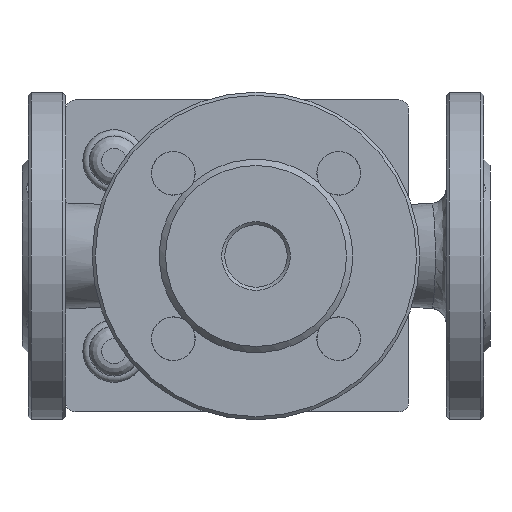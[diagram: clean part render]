
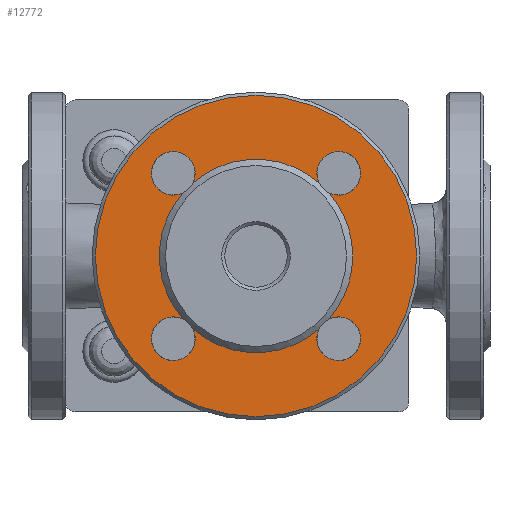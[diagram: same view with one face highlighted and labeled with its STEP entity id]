
A CAD part, front view. The second image highlights one B-rep face of the part: STEP entity #12772.
In plain terms, the highlighted planar face has unit normal (0, -1, 0).
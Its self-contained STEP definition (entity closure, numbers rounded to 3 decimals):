
#315=FACE_BOUND('',#4105,.T.);
#391=PLANE('',#13710);
#3401=FACE_OUTER_BOUND('',#4104,.T.);
#4104=EDGE_LOOP('',(#8935));
#4105=EDGE_LOOP('',(#8936,#8937,#8938,#8939,#8940,#8941,#8942,#8943,#8944,
#8945,#8946,#8947,#8948));
#4819=CIRCLE('',#13709,51.5);
#4820=CIRCLE('',#13711,31.);
#4821=CIRCLE('',#13712,7.);
#4822=CIRCLE('',#13713,7.);
#4823=CIRCLE('',#13714,31.);
#4824=CIRCLE('',#13715,7.);
#4825=CIRCLE('',#13716,7.);
#4826=CIRCLE('',#13717,31.);
#4827=CIRCLE('',#13718,7.);
#4828=CIRCLE('',#13719,7.);
#4829=CIRCLE('',#13720,31.);
#4830=CIRCLE('',#13721,31.);
#4831=CIRCLE('',#13722,7.);
#4832=CIRCLE('',#13723,7.);
#5428=VERTEX_POINT('',#20583);
#5429=VERTEX_POINT('',#20587);
#5430=VERTEX_POINT('',#20588);
#5431=VERTEX_POINT('',#20590);
#5432=VERTEX_POINT('',#20592);
#5433=VERTEX_POINT('',#20594);
#5434=VERTEX_POINT('',#20596);
#5435=VERTEX_POINT('',#20598);
#5436=VERTEX_POINT('',#20600);
#5437=VERTEX_POINT('',#20602);
#5438=VERTEX_POINT('',#20604);
#5439=VERTEX_POINT('',#20606);
#5440=VERTEX_POINT('',#20608);
#5441=VERTEX_POINT('',#20610);
#6749=EDGE_CURVE('',#5428,#5428,#4819,.T.);
#6750=EDGE_CURVE('',#5429,#5430,#4820,.T.);
#6751=EDGE_CURVE('',#5431,#5429,#4821,.T.);
#6752=EDGE_CURVE('',#5432,#5431,#4822,.T.);
#6753=EDGE_CURVE('',#5433,#5432,#4823,.T.);
#6754=EDGE_CURVE('',#5434,#5433,#4824,.T.);
#6755=EDGE_CURVE('',#5435,#5434,#4825,.T.);
#6756=EDGE_CURVE('',#5436,#5435,#4826,.T.);
#6757=EDGE_CURVE('',#5437,#5436,#4827,.T.);
#6758=EDGE_CURVE('',#5438,#5437,#4828,.T.);
#6759=EDGE_CURVE('',#5439,#5438,#4829,.T.);
#6760=EDGE_CURVE('',#5440,#5439,#4830,.T.);
#6761=EDGE_CURVE('',#5441,#5440,#4831,.T.);
#6762=EDGE_CURVE('',#5430,#5441,#4832,.T.);
#8935=ORIENTED_EDGE('',*,*,#6749,.F.);
#8936=ORIENTED_EDGE('',*,*,#6750,.F.);
#8937=ORIENTED_EDGE('',*,*,#6751,.F.);
#8938=ORIENTED_EDGE('',*,*,#6752,.F.);
#8939=ORIENTED_EDGE('',*,*,#6753,.F.);
#8940=ORIENTED_EDGE('',*,*,#6754,.F.);
#8941=ORIENTED_EDGE('',*,*,#6755,.F.);
#8942=ORIENTED_EDGE('',*,*,#6756,.F.);
#8943=ORIENTED_EDGE('',*,*,#6757,.F.);
#8944=ORIENTED_EDGE('',*,*,#6758,.F.);
#8945=ORIENTED_EDGE('',*,*,#6759,.F.);
#8946=ORIENTED_EDGE('',*,*,#6760,.F.);
#8947=ORIENTED_EDGE('',*,*,#6761,.F.);
#8948=ORIENTED_EDGE('',*,*,#6762,.F.);
#12772=ADVANCED_FACE('',(#3401,#315),#391,.F.);
#13709=AXIS2_PLACEMENT_3D('',#20585,#15222,#15223);
#13710=AXIS2_PLACEMENT_3D('',#20586,#15224,#15225);
#13711=AXIS2_PLACEMENT_3D('',#20589,#15226,#15227);
#13712=AXIS2_PLACEMENT_3D('',#20591,#15228,#15229);
#13713=AXIS2_PLACEMENT_3D('',#20593,#15230,#15231);
#13714=AXIS2_PLACEMENT_3D('',#20595,#15232,#15233);
#13715=AXIS2_PLACEMENT_3D('',#20597,#15234,#15235);
#13716=AXIS2_PLACEMENT_3D('',#20599,#15236,#15237);
#13717=AXIS2_PLACEMENT_3D('',#20601,#15238,#15239);
#13718=AXIS2_PLACEMENT_3D('',#20603,#15240,#15241);
#13719=AXIS2_PLACEMENT_3D('',#20605,#15242,#15243);
#13720=AXIS2_PLACEMENT_3D('',#20607,#15244,#15245);
#13721=AXIS2_PLACEMENT_3D('',#20609,#15246,#15247);
#13722=AXIS2_PLACEMENT_3D('',#20611,#15248,#15249);
#13723=AXIS2_PLACEMENT_3D('',#20612,#15250,#15251);
#15222=DIRECTION('center_axis',(0.,1.,0.));
#15223=DIRECTION('ref_axis',(0.,0.,-1.));
#15224=DIRECTION('center_axis',(0.,1.,0.));
#15225=DIRECTION('ref_axis',(0.,0.,1.));
#15226=DIRECTION('center_axis',(0.,-1.,0.));
#15227=DIRECTION('ref_axis',(-1.,0.,0.));
#15228=DIRECTION('center_axis',(0.,-1.,0.));
#15229=DIRECTION('ref_axis',(0.,0.,-1.));
#15230=DIRECTION('center_axis',(0.,-1.,0.));
#15231=DIRECTION('ref_axis',(0.,0.,-1.));
#15232=DIRECTION('center_axis',(0.,-1.,0.));
#15233=DIRECTION('ref_axis',(-1.,0.,0.));
#15234=DIRECTION('center_axis',(0.,-1.,0.));
#15235=DIRECTION('ref_axis',(0.,0.,-1.));
#15236=DIRECTION('center_axis',(0.,-1.,0.));
#15237=DIRECTION('ref_axis',(0.,0.,-1.));
#15238=DIRECTION('center_axis',(0.,-1.,0.));
#15239=DIRECTION('ref_axis',(-1.,0.,0.));
#15240=DIRECTION('center_axis',(0.,-1.,0.));
#15241=DIRECTION('ref_axis',(0.,0.,-1.));
#15242=DIRECTION('center_axis',(0.,-1.,0.));
#15243=DIRECTION('ref_axis',(0.,0.,-1.));
#15244=DIRECTION('center_axis',(0.,-1.,0.));
#15245=DIRECTION('ref_axis',(-1.,0.,0.));
#15246=DIRECTION('center_axis',(0.,-1.,0.));
#15247=DIRECTION('ref_axis',(-1.,0.,0.));
#15248=DIRECTION('center_axis',(0.,-1.,0.));
#15249=DIRECTION('ref_axis',(0.,0.,-1.));
#15250=DIRECTION('center_axis',(0.,-1.,0.));
#15251=DIRECTION('ref_axis',(0.,0.,-1.));
#20583=CARTESIAN_POINT('',(0.,-68.,51.5));
#20585=CARTESIAN_POINT('Origin',(0.,-68.,0.));
#20586=CARTESIAN_POINT('Origin',(0.,-68.,0.));
#20587=CARTESIAN_POINT('',(-20.188,-68.,-23.526));
#20588=CARTESIAN_POINT('',(20.188,-68.,-23.526));
#20589=CARTESIAN_POINT('Origin',(0.,-68.,0.));
#20590=CARTESIAN_POINT('',(-26.517,-68.,-19.517));
#20591=CARTESIAN_POINT('Origin',(-26.517,-68.,-26.517));
#20592=CARTESIAN_POINT('',(-23.526,-68.,-20.188));
#20593=CARTESIAN_POINT('Origin',(-26.517,-68.,-26.517));
#20594=CARTESIAN_POINT('',(-23.526,-68.,20.188));
#20595=CARTESIAN_POINT('Origin',(0.,-68.,0.));
#20596=CARTESIAN_POINT('',(-26.517,-68.,33.517));
#20597=CARTESIAN_POINT('Origin',(-26.517,-68.,26.517));
#20598=CARTESIAN_POINT('',(-20.188,-68.,23.526));
#20599=CARTESIAN_POINT('Origin',(-26.517,-68.,26.517));
#20600=CARTESIAN_POINT('',(20.188,-68.,23.526));
#20601=CARTESIAN_POINT('Origin',(0.,-68.,0.));
#20602=CARTESIAN_POINT('',(26.517,-68.,33.517));
#20603=CARTESIAN_POINT('Origin',(26.517,-68.,26.517));
#20604=CARTESIAN_POINT('',(23.526,-68.,20.188));
#20605=CARTESIAN_POINT('Origin',(26.517,-68.,26.517));
#20606=CARTESIAN_POINT('',(31.,-68.,0.));
#20607=CARTESIAN_POINT('Origin',(0.,-68.,0.));
#20608=CARTESIAN_POINT('',(23.526,-68.,-20.188));
#20609=CARTESIAN_POINT('Origin',(0.,-68.,0.));
#20610=CARTESIAN_POINT('',(26.517,-68.,-19.517));
#20611=CARTESIAN_POINT('Origin',(26.517,-68.,-26.517));
#20612=CARTESIAN_POINT('Origin',(26.517,-68.,-26.517));
